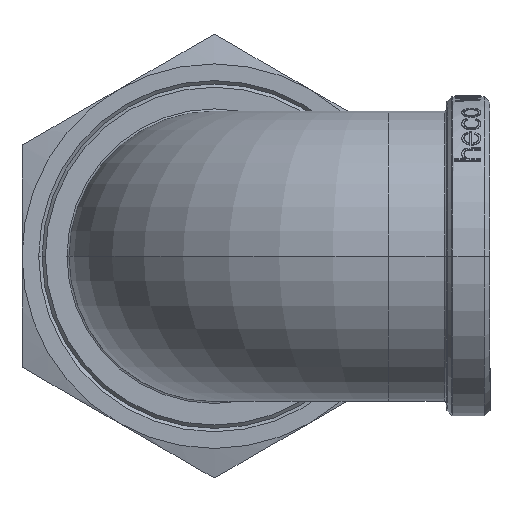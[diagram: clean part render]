
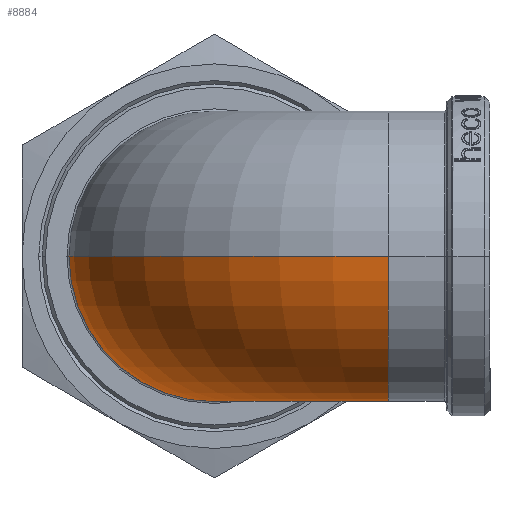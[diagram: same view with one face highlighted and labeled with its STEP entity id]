
A CAD part, left-side view. The second image highlights one B-rep face of the part: STEP entity #8884.
In plain terms, the highlighted toroidal (fillet/blend) face has major radius 24 mm and minor radius 20 mm.
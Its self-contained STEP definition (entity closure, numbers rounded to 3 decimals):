
#300 = VERTEX_POINT ( 'NONE', #20501 ) ;
#419 = CARTESIAN_POINT ( 'NONE',  ( -24., 0., 0. ) ) ;
#750 = DIRECTION ( 'NONE',  ( 0., 0., -1. ) ) ;
#914 = DIRECTION ( 'NONE',  ( 0., 1., 0. ) ) ;
#1438 = DIRECTION ( 'NONE',  ( 0., 0., -1. ) ) ;
#1619 = AXIS2_PLACEMENT_3D ( 'NONE', #419, #7270, #12755 ) ;
#2482 = EDGE_LOOP ( 'NONE', ( #19003, #2903, #18598, #14005, #5532 ) ) ;
#2903 = ORIENTED_EDGE ( 'NONE', *, *, #17843, .T. ) ;
#3170 = CARTESIAN_POINT ( 'NONE',  ( 0., 4., 0. ) ) ;
#3844 = CARTESIAN_POINT ( 'NONE',  ( 0., 24., -20. ) ) ;
#4810 = DIRECTION ( 'NONE',  ( 0., 1., 0. ) ) ;
#5043 = DIRECTION ( 'NONE',  ( 1., 0., 0. ) ) ;
#5532 = ORIENTED_EDGE ( 'NONE', *, *, #6665, .F. ) ;
#5564 = VERTEX_POINT ( 'NONE', #3170 ) ;
#6564 = VERTEX_POINT ( 'NONE', #18324 ) ;
#6665 = EDGE_CURVE ( 'NONE', #300, #5564, #10932, .T. ) ;
#6789 = EDGE_CURVE ( 'NONE', #18319, #300, #21442, .T. ) ;
#7047 = AXIS2_PLACEMENT_3D ( 'NONE', #20913, #1438, #4810 ) ;
#7270 = DIRECTION ( 'NONE',  ( 0., -1., 0. ) ) ;
#8070 = AXIS2_PLACEMENT_3D ( 'NONE', #21057, #20979, #19082 ) ;
#8699 = CIRCLE ( 'NONE', #18005, 44. ) ;
#8884 = ADVANCED_FACE ( 'NONE', ( #14541 ), #21891, .T. ) ;
#9267 = AXIS2_PLACEMENT_3D ( 'NONE', #17873, #5043, #17956 ) ;
#10311 = DIRECTION ( 'NONE',  ( 0., 1., 0. ) ) ;
#10932 = CIRCLE ( 'NONE', #17742, 4. ) ;
#12359 = VERTEX_POINT ( 'NONE', #3844 ) ;
#12755 = DIRECTION ( 'NONE',  ( -1., 0., 0. ) ) ;
#14005 = ORIENTED_EDGE ( 'NONE', *, *, #20121, .F. ) ;
#14541 = FACE_OUTER_BOUND ( 'NONE', #2482, .T. ) ;
#14740 = CARTESIAN_POINT ( 'NONE',  ( -44., 0., 0. ) ) ;
#17742 = AXIS2_PLACEMENT_3D ( 'NONE', #19179, #19414, #10311 ) ;
#17843 = EDGE_CURVE ( 'NONE', #18319, #6564, #8699, .T. ) ;
#17873 = CARTESIAN_POINT ( 'NONE',  ( 0., 24., 0. ) ) ;
#17956 = DIRECTION ( 'NONE',  ( 0., 1., 0. ) ) ;
#18005 = AXIS2_PLACEMENT_3D ( 'NONE', #22346, #750, #914 ) ;
#18319 = VERTEX_POINT ( 'NONE', #14740 ) ;
#18324 = CARTESIAN_POINT ( 'NONE',  ( 0., 44., 0. ) ) ;
#18598 = ORIENTED_EDGE ( 'NONE', *, *, #20260, .F. ) ;
#19003 = ORIENTED_EDGE ( 'NONE', *, *, #6789, .F. ) ;
#19022 = CIRCLE ( 'NONE', #9267, 20. ) ;
#19082 = DIRECTION ( 'NONE',  ( 0., 1., 0. ) ) ;
#19179 = CARTESIAN_POINT ( 'NONE',  ( 0., 0., 0. ) ) ;
#19414 = DIRECTION ( 'NONE',  ( 0., 0., -1. ) ) ;
#20121 = EDGE_CURVE ( 'NONE', #5564, #12359, #21293, .T. ) ;
#20260 = EDGE_CURVE ( 'NONE', #12359, #6564, #19022, .T. ) ;
#20501 = CARTESIAN_POINT ( 'NONE',  ( -4., 0., 0. ) ) ;
#20913 = CARTESIAN_POINT ( 'NONE',  ( 0., 0., 0. ) ) ;
#20979 = DIRECTION ( 'NONE',  ( 1., 0., 0. ) ) ;
#21057 = CARTESIAN_POINT ( 'NONE',  ( 0., 24., 0. ) ) ;
#21293 = CIRCLE ( 'NONE', #8070, 20. ) ;
#21442 = CIRCLE ( 'NONE', #1619, 20. ) ;
#21891 = TOROIDAL_SURFACE ( 'NONE', #7047, 24., 20. ) ;
#22346 = CARTESIAN_POINT ( 'NONE',  ( 0., 0., 0. ) ) ;
